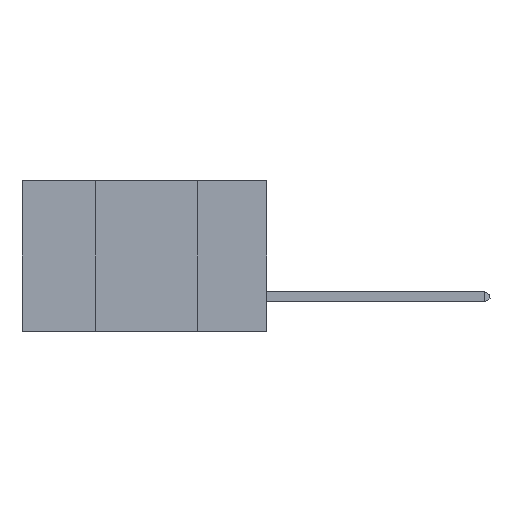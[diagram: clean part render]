
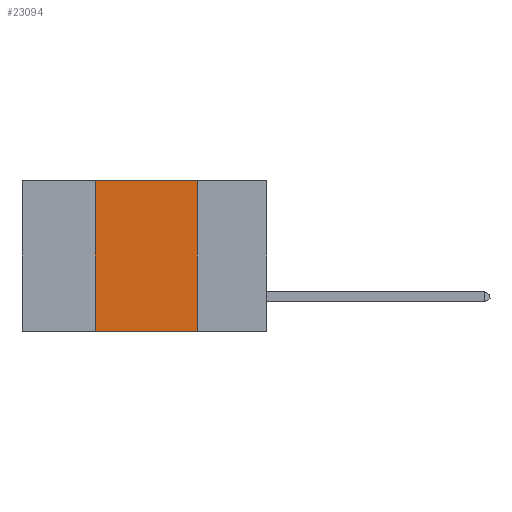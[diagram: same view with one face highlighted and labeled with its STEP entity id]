
A CAD part, left-side view. The second image highlights one B-rep face of the part: STEP entity #23094.
In plain terms, the highlighted planar face has unit normal (-1, 0, 0).
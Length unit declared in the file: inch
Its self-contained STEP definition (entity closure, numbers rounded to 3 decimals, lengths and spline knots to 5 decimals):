
#589 = ORIENTED_EDGE ( 'NONE', *, *, #26583, .T. ) ;
#1117 = LINE ( 'NONE', #11528, #6279 ) ;
#1171 = DIRECTION ( 'NONE',  ( 0., -1., 0. ) ) ;
#1609 = CARTESIAN_POINT ( 'NONE',  ( 0., 0.42, -0.37 ) ) ;
#1962 = LINE ( 'NONE', #24979, #12965 ) ;
#3119 = CARTESIAN_POINT ( 'NONE',  ( 0., 0.17, 0. ) ) ;
#3860 = AXIS2_PLACEMENT_3D ( 'NONE', #12804, #19235, #6272 ) ;
#4159 = EDGE_LOOP ( 'NONE', ( #10275, #10957, #22366, #589 ) ) ;
#4659 = EDGE_CURVE ( 'NONE', #24622, #15819, #4994, .T. ) ;
#4994 = LINE ( 'NONE', #6274, #27264 ) ;
#6272 = DIRECTION ( 'NONE',  ( 0., 0., -1. ) ) ;
#6274 = CARTESIAN_POINT ( 'NONE',  ( 0., 0.17, 0. ) ) ;
#6279 = VECTOR ( 'NONE', #13696, 39.37008 ) ;
#6671 = EDGE_CURVE ( 'NONE', #12168, #19555, #27195, .T. ) ;
#7101 = CARTESIAN_POINT ( 'NONE',  ( 0., 0.42, 0. ) ) ;
#10275 = ORIENTED_EDGE ( 'NONE', *, *, #4659, .F. ) ;
#10633 = PLANE ( 'NONE',  #3860 ) ;
#10957 = ORIENTED_EDGE ( 'NONE', *, *, #23442, .F. ) ;
#10960 = FACE_OUTER_BOUND ( 'NONE', #4159, .T. ) ;
#11513 = DIRECTION ( 'NONE',  ( 0., 0., 1. ) ) ;
#11528 = CARTESIAN_POINT ( 'NONE',  ( 0., 0.6, -0.37 ) ) ;
#12168 = VERTEX_POINT ( 'NONE', #1609 ) ;
#12804 = CARTESIAN_POINT ( 'NONE',  ( 0., 0.6, 0. ) ) ;
#12965 = VECTOR ( 'NONE', #1171, 39.37008 ) ;
#13504 = CARTESIAN_POINT ( 'NONE',  ( 0., 0.42, 0. ) ) ;
#13696 = DIRECTION ( 'NONE',  ( 0., -1., 0. ) ) ;
#15783 = VECTOR ( 'NONE', #11513, 39.37008 ) ;
#15819 = VERTEX_POINT ( 'NONE', #22839 ) ;
#19235 = DIRECTION ( 'NONE',  ( 1., 0., 0. ) ) ;
#19323 = DIRECTION ( 'NONE',  ( 0., 0., -1. ) ) ;
#19555 = VERTEX_POINT ( 'NONE', #13504 ) ;
#22366 = ORIENTED_EDGE ( 'NONE', *, *, #6671, .F. ) ;
#22839 = CARTESIAN_POINT ( 'NONE',  ( 0., 0.17, -0.37 ) ) ;
#23094 = ADVANCED_FACE ( 'NONE', ( #10960 ), #10633, .F. ) ;
#23442 = EDGE_CURVE ( 'NONE', #19555, #24622, #1962, .T. ) ;
#24622 = VERTEX_POINT ( 'NONE', #3119 ) ;
#24979 = CARTESIAN_POINT ( 'NONE',  ( 0., 0.6, 0. ) ) ;
#26583 = EDGE_CURVE ( 'NONE', #12168, #15819, #1117, .T. ) ;
#27195 = LINE ( 'NONE', #7101, #15783 ) ;
#27264 = VECTOR ( 'NONE', #19323, 39.37008 ) ;
